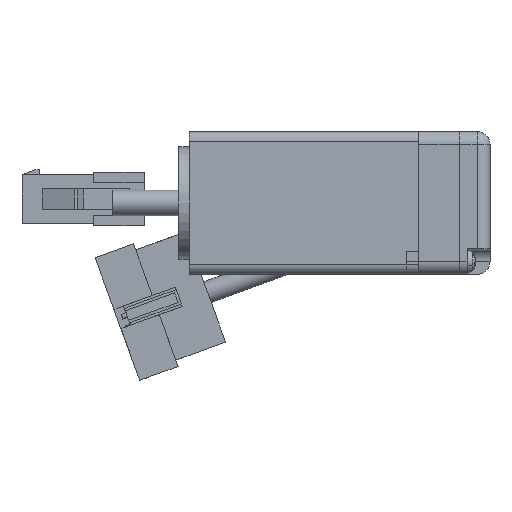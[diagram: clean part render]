
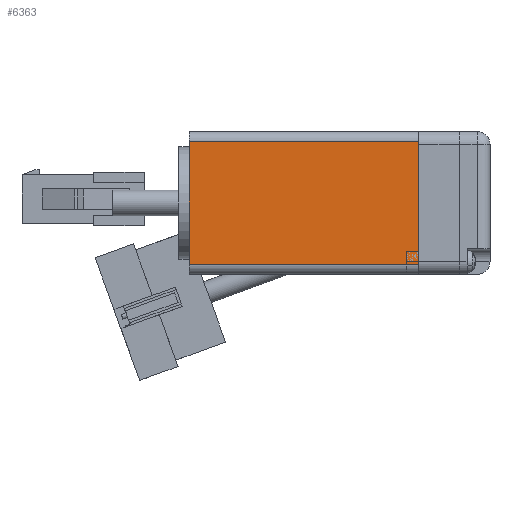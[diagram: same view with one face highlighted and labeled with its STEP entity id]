
A CAD part, front view. The second image highlights one B-rep face of the part: STEP entity #6363.
In plain terms, the highlighted planar face has unit normal (0, -1, 0).
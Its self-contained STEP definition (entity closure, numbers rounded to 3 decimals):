
#1846 = ORIENTED_EDGE ( 'NONE', *, *, #2293, .T. ) ;
#1847 = ORIENTED_EDGE ( 'NONE', *, *, #2254, .T. ) ;
#1848 = ORIENTED_EDGE ( 'NONE', *, *, #2294, .T. ) ;
#1849 = ORIENTED_EDGE ( 'NONE', *, *, #2247, .F. ) ;
#2247 = EDGE_CURVE ( 'NONE', #11443, #11442, #5329, .T. ) ;
#2254 = EDGE_CURVE ( 'NONE', #11457, #11453, #5341, .T. ) ;
#2293 = EDGE_CURVE ( 'NONE', #11453, #11442, #5416, .T. ) ;
#2294 = EDGE_CURVE ( 'NONE', #11443, #11457, #5420, .T. ) ;
#5329 = LINE ( 'NONE', #14348, #5332 ) ;
#5332 = VECTOR ( 'NONE', #14349, 1000. ) ;
#5341 = LINE ( 'NONE', #14365, #5344 ) ;
#5344 = VECTOR ( 'NONE', #14367, 1000. ) ;
#5416 = LINE ( 'NONE', #14456, #5421 ) ;
#5420 = LINE ( 'NONE', #14465, #5423 ) ;
#5421 = VECTOR ( 'NONE', #14464, 1000. ) ;
#5423 = VECTOR ( 'NONE', #14466, 1000. ) ;
#6363 = ADVANCED_FACE ( 'NONE', ( #9255 ), #14189, .F. ) ;
#9255 = FACE_OUTER_BOUND ( 'NONE', #11038, .T. ) ;
#11038 = EDGE_LOOP ( 'NONE', ( #1849, #1848, #1847, #1846 ) ) ;
#11442 = VERTEX_POINT ( 'NONE', #12522 ) ;
#11443 = VERTEX_POINT ( 'NONE', #12523 ) ;
#11453 = VERTEX_POINT ( 'NONE', #12533 ) ;
#11457 = VERTEX_POINT ( 'NONE', #12537 ) ;
#12522 = CARTESIAN_POINT ( 'NONE',  ( 12., -14., 45. ) ) ;
#12523 = CARTESIAN_POINT ( 'NONE',  ( -12., -14., 45. ) ) ;
#12533 = CARTESIAN_POINT ( 'NONE',  ( 12., -14., 0. ) ) ;
#12537 = CARTESIAN_POINT ( 'NONE',  ( -12., -14., 0. ) ) ;
#14185 = CARTESIAN_POINT ( 'NONE',  ( -14., -14., 45. ) ) ;
#14189 = PLANE ( 'NONE',  #15279 ) ;
#14191 = DIRECTION ( 'NONE',  ( 0., 1., 0. ) ) ;
#14192 = DIRECTION ( 'NONE',  ( 0., 0., 1. ) ) ;
#14348 = CARTESIAN_POINT ( 'NONE',  ( -14., -14., 45. ) ) ;
#14349 = DIRECTION ( 'NONE',  ( 1., 0., 0. ) ) ;
#14365 = CARTESIAN_POINT ( 'NONE',  ( -14., -14., 0. ) ) ;
#14367 = DIRECTION ( 'NONE',  ( 1., 0., 0. ) ) ;
#14456 = CARTESIAN_POINT ( 'NONE',  ( 12., -14., 45. ) ) ;
#14464 = DIRECTION ( 'NONE',  ( 0., 0., 1. ) ) ;
#14465 = CARTESIAN_POINT ( 'NONE',  ( -12., -14., 45. ) ) ;
#14466 = DIRECTION ( 'NONE',  ( 0., 0., -1. ) ) ;
#15279 = AXIS2_PLACEMENT_3D ( 'NONE', #14185, #14191, #14192 ) ;
